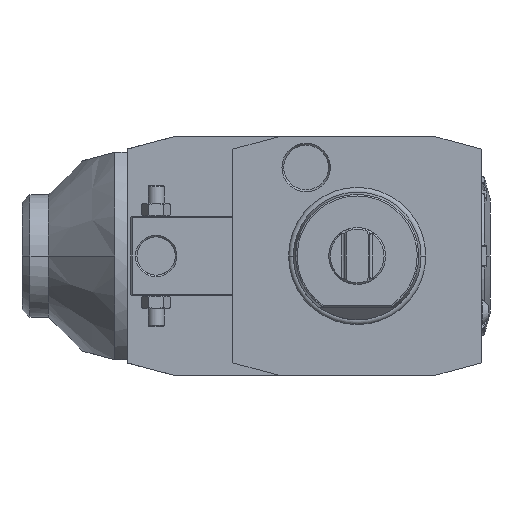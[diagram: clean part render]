
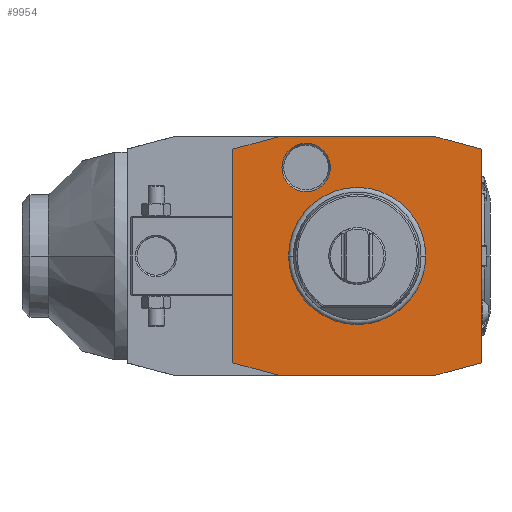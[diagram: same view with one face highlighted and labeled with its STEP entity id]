
A CAD part, front view. The second image highlights one B-rep face of the part: STEP entity #9954.
In plain terms, the highlighted planar face has unit normal (0, -1, 0).
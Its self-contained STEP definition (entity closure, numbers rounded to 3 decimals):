
#1=DIRECTION('',(0.966,0.,0.259));
#2=VECTOR('',#1,15.529);
#3=CARTESIAN_POINT('',(24.,0.,-37.5));
#4=LINE('',#3,#2);
#5=DIRECTION('',(1.,0.,0.));
#6=VECTOR('',#5,48.);
#7=CARTESIAN_POINT('',(-24.,0.,-37.5));
#8=LINE('',#7,#6);
#9=DIRECTION('',(0.966,0.,-0.259));
#10=VECTOR('',#9,15.529);
#11=CARTESIAN_POINT('',(-39.,0.,-33.481));
#12=LINE('',#11,#10);
#13=DIRECTION('',(0.,0.,-1.));
#14=VECTOR('',#13,66.962);
#15=CARTESIAN_POINT('',(-39.,0.,33.481));
#16=LINE('',#15,#14);
#17=DIRECTION('',(-0.966,0.,-0.259));
#18=VECTOR('',#17,15.529);
#19=CARTESIAN_POINT('',(-24.,0.,37.5));
#20=LINE('',#19,#18);
#21=DIRECTION('',(-1.,0.,0.));
#22=VECTOR('',#21,48.);
#23=CARTESIAN_POINT('',(24.,0.,37.5));
#24=LINE('',#23,#22);
#25=DIRECTION('',(-0.966,0.,0.259));
#26=VECTOR('',#25,15.529);
#27=CARTESIAN_POINT('',(39.,0.,33.481));
#28=LINE('',#27,#26);
#29=DIRECTION('',(0.,0.,1.));
#30=VECTOR('',#29,66.962);
#31=CARTESIAN_POINT('',(39.,0.,-33.481));
#32=LINE('',#31,#30);
#33=CARTESIAN_POINT('',(-16.,0.,27.713));
#34=DIRECTION('',(0.,1.,0.));
#35=DIRECTION('',(-1.,0.,0.));
#36=AXIS2_PLACEMENT_3D('',#33,#34,#35);
#38=CARTESIAN_POINT('',(-16.,0.,27.713));
#39=DIRECTION('',(0.,1.,0.));
#40=DIRECTION('',(1.,0.,0.));
#41=AXIS2_PLACEMENT_3D('',#38,#39,#40);
#7380=CARTESIAN_POINT('',(0.,0.,0.));
#7381=DIRECTION('',(0.,-1.,0.));
#7382=DIRECTION('',(1.,0.,0.));
#7383=AXIS2_PLACEMENT_3D('',#7380,#7381,#7382);
#7385=CARTESIAN_POINT('',(0.,0.,0.));
#7386=DIRECTION('',(0.,-1.,0.));
#7387=DIRECTION('',(-1.,0.,0.));
#7388=AXIS2_PLACEMENT_3D('',#7385,#7386,#7387);
#8935=CARTESIAN_POINT('',(-23.577,0.,
27.713));
#8936=CARTESIAN_POINT('',(-8.423,0.,
27.713));
#8937=VERTEX_POINT('',#8935);
#8938=VERTEX_POINT('',#8936);
#9731=CARTESIAN_POINT('',(24.,0.,-37.5));
#9732=CARTESIAN_POINT('',(39.,0.,-33.481));
#9733=VERTEX_POINT('',#9731);
#9734=VERTEX_POINT('',#9732);
#9735=CARTESIAN_POINT('',(39.,0.,33.481));
#9736=VERTEX_POINT('',#9735);
#9737=CARTESIAN_POINT('',(24.,0.,37.5));
#9738=VERTEX_POINT('',#9737);
#9739=CARTESIAN_POINT('',(-24.,0.,37.5));
#9740=VERTEX_POINT('',#9739);
#9741=CARTESIAN_POINT('',(-39.,0.,33.481));
#9742=VERTEX_POINT('',#9741);
#9743=CARTESIAN_POINT('',(-39.,0.,-33.481));
#9744=VERTEX_POINT('',#9743);
#9745=CARTESIAN_POINT('',(-24.,0.,-37.5));
#9746=VERTEX_POINT('',#9745);
#9763=CARTESIAN_POINT('',(21.137,0.,0.));
#9764=CARTESIAN_POINT('',(-21.137,0.,0.));
#9765=VERTEX_POINT('',#9763);
#9766=VERTEX_POINT('',#9764);
#9919=CARTESIAN_POINT('',(0.,0.,0.));
#9920=DIRECTION('',(0.,-1.,0.));
#9921=DIRECTION('',(-1.,0.,0.));
#9922=AXIS2_PLACEMENT_3D('',#9919,#9920,#9921);
#9923=PLANE('',#9922);
#9925=ORIENTED_EDGE('',*,*,#9924,.F.);
#9927=ORIENTED_EDGE('',*,*,#9926,.F.);
#9929=ORIENTED_EDGE('',*,*,#9928,.F.);
#9931=ORIENTED_EDGE('',*,*,#9930,.F.);
#9933=ORIENTED_EDGE('',*,*,#9932,.F.);
#9935=ORIENTED_EDGE('',*,*,#9934,.F.);
#9937=ORIENTED_EDGE('',*,*,#9936,.F.);
#9939=ORIENTED_EDGE('',*,*,#9938,.F.);
#9940=EDGE_LOOP('',(#9925,#9927,#9929,#9931,#9933,#9935,#9937,#9939));
#9941=FACE_OUTER_BOUND('',#9940,.F.);
#9943=ORIENTED_EDGE('',*,*,#9942,.T.);
#9945=ORIENTED_EDGE('',*,*,#9944,.T.);
#9946=EDGE_LOOP('',(#9943,#9945));
#9947=FACE_BOUND('',#9946,.F.);
#9949=ORIENTED_EDGE('',*,*,#9948,.F.);
#9951=ORIENTED_EDGE('',*,*,#9950,.F.);
#9952=EDGE_LOOP('',(#9949,#9951));
#9953=FACE_BOUND('',#9952,.F.);
#37=CIRCLE('',#36,7.577);
#42=CIRCLE('',#41,7.577);
#7384=CIRCLE('',#7383,21.137);
#7389=CIRCLE('',#7388,21.137);
#9924=EDGE_CURVE('',#9733,#9734,#4,.T.);
#9926=EDGE_CURVE('',#9746,#9733,#8,.T.);
#9928=EDGE_CURVE('',#9744,#9746,#12,.T.);
#9930=EDGE_CURVE('',#9742,#9744,#16,.T.);
#9932=EDGE_CURVE('',#9740,#9742,#20,.T.);
#9934=EDGE_CURVE('',#9738,#9740,#24,.T.);
#9936=EDGE_CURVE('',#9736,#9738,#28,.T.);
#9938=EDGE_CURVE('',#9734,#9736,#32,.T.);
#9942=EDGE_CURVE('',#9765,#9766,#7384,.T.);
#9944=EDGE_CURVE('',#9766,#9765,#7389,.T.);
#9948=EDGE_CURVE('',#8937,#8938,#37,.T.);
#9950=EDGE_CURVE('',#8938,#8937,#42,.T.);
#9954=ADVANCED_FACE('',(#9941,#9947,#9953),#9923,.T.);
